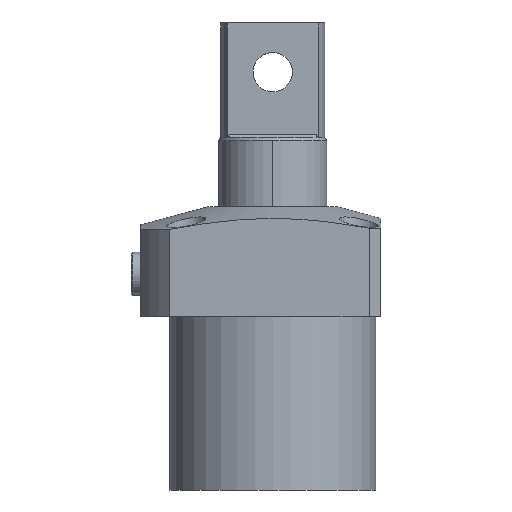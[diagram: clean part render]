
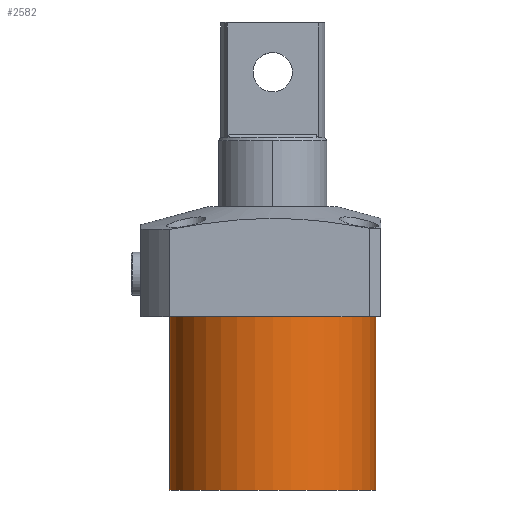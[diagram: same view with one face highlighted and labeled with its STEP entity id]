
A CAD part, front view. The second image highlights one B-rep face of the part: STEP entity #2582.
In plain terms, the highlighted cylindrical face has radius 52.5 mm (diameter 105 mm), a partial arc.
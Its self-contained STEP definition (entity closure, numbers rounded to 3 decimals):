
#233 = DIRECTION ( 'NONE',  ( -1., 0., 0. ) ) ;
#335 = DIRECTION ( 'NONE',  ( 0., 0., 1. ) ) ;
#479 = DIRECTION ( 'NONE',  ( 1., 0., 0. ) ) ;
#547 = CARTESIAN_POINT ( 'NONE',  ( -52.5, 0., -88. ) ) ;
#574 = FACE_OUTER_BOUND ( 'NONE', #1018, .T. ) ;
#647 = AXIS2_PLACEMENT_3D ( 'NONE', #3332, #3651, #1752 ) ;
#680 = EDGE_CURVE ( 'NONE', #3936, #2519, #1613, .T. ) ;
#732 = DIRECTION ( 'NONE',  ( 0., 0., 1. ) ) ;
#842 = AXIS2_PLACEMENT_3D ( 'NONE', #1812, #1137, #233 ) ;
#948 = LINE ( 'NONE', #2440, #2585 ) ;
#1018 = EDGE_LOOP ( 'NONE', ( #2914, #1669, #2837, #3800 ) ) ;
#1086 = VERTEX_POINT ( 'NONE', #547 ) ;
#1137 = DIRECTION ( 'NONE',  ( 0., 0., -1. ) ) ;
#1454 = EDGE_CURVE ( 'NONE', #2081, #1086, #2008, .T. ) ;
#1613 = CIRCLE ( 'NONE', #647, 52.5 ) ;
#1669 = ORIENTED_EDGE ( 'NONE', *, *, #1454, .F. ) ;
#1680 = CARTESIAN_POINT ( 'NONE',  ( 0., 0., -88. ) ) ;
#1752 = DIRECTION ( 'NONE',  ( 1., 0., 0. ) ) ;
#1812 = CARTESIAN_POINT ( 'NONE',  ( 0., 0., -88. ) ) ;
#1990 = LINE ( 'NONE', #3628, #2752 ) ;
#2008 = CIRCLE ( 'NONE', #842, 52.5 ) ;
#2081 = VERTEX_POINT ( 'NONE', #3256 ) ;
#2440 = CARTESIAN_POINT ( 'NONE',  ( 52.5, 0., -88. ) ) ;
#2519 = VERTEX_POINT ( 'NONE', #2925 ) ;
#2582 = ADVANCED_FACE ( 'NONE', ( #574 ), #2943, .T. ) ;
#2585 = VECTOR ( 'NONE', #335, 1000. ) ;
#2630 = DIRECTION ( 'NONE',  ( 0., 0., 1. ) ) ;
#2680 = AXIS2_PLACEMENT_3D ( 'NONE', #1680, #2630, #479 ) ;
#2752 = VECTOR ( 'NONE', #732, 1000. ) ;
#2783 = CARTESIAN_POINT ( 'NONE',  ( 52.5, 0., 0. ) ) ;
#2837 = ORIENTED_EDGE ( 'NONE', *, *, #3401, .T. ) ;
#2914 = ORIENTED_EDGE ( 'NONE', *, *, #3145, .F. ) ;
#2925 = CARTESIAN_POINT ( 'NONE',  ( -52.5, 0., 0. ) ) ;
#2943 = CYLINDRICAL_SURFACE ( 'NONE', #2680, 52.5 ) ;
#3145 = EDGE_CURVE ( 'NONE', #1086, #2519, #1990, .T. ) ;
#3256 = CARTESIAN_POINT ( 'NONE',  ( 52.5, 0., -88. ) ) ;
#3332 = CARTESIAN_POINT ( 'NONE',  ( 0., 0., 0. ) ) ;
#3401 = EDGE_CURVE ( 'NONE', #2081, #3936, #948, .T. ) ;
#3628 = CARTESIAN_POINT ( 'NONE',  ( -52.5, 0., -88. ) ) ;
#3651 = DIRECTION ( 'NONE',  ( 0., 0., -1. ) ) ;
#3800 = ORIENTED_EDGE ( 'NONE', *, *, #680, .T. ) ;
#3936 = VERTEX_POINT ( 'NONE', #2783 ) ;
